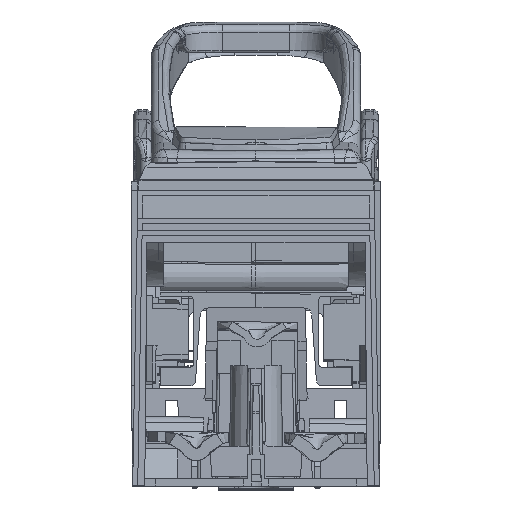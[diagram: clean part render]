
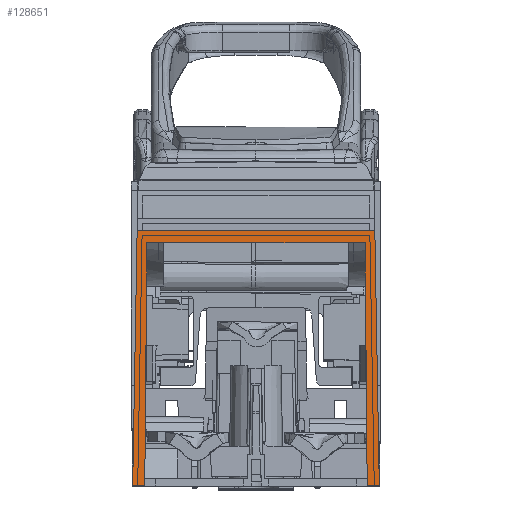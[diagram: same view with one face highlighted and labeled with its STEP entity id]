
A CAD part, top view. The second image highlights one B-rep face of the part: STEP entity #128651.
In plain terms, the highlighted planar face has unit normal (0, 0.018, 1).
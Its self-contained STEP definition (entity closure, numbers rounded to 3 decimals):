
#127534=DIRECTION('',(-0.017,-1.,0.017));
#127535=VECTOR('',#127534,101.531);
#127536=CARTESIAN_POINT('',(-96.95,602.394,
388.889));
#127537=LINE('',#127536,#127535);
#127651=DIRECTION('',(1.,0.,0.));
#127652=VECTOR('',#127651,4.811);
#127653=CARTESIAN_POINT('',(-5.489,500.894,
390.661));
#127654=LINE('',#127653,#127652);
#127781=DIRECTION('',(1.,0.,0.));
#127782=VECTOR('',#127781,4.811);
#127783=CARTESIAN_POINT('',(-98.722,500.894,
390.661));
#127784=LINE('',#127783,#127782);
#127809=DIRECTION('',(1.,0.,0.));
#127810=VECTOR('',#127809,94.5);
#127811=CARTESIAN_POINT('',(-96.95,602.394,
388.889));
#127812=LINE('',#127811,#127810);
#127813=DIRECTION('',(0.017,-1.,0.017));
#127814=VECTOR('',#127813,101.531);
#127815=CARTESIAN_POINT('',(-2.45,602.394,
388.889));
#127816=LINE('',#127815,#127814);
#127817=DIRECTION('',(-0.009,1.,-0.017));
#127818=VECTOR('',#127817,96.518);
#127819=CARTESIAN_POINT('',(-5.489,500.894,
390.661));
#127820=LINE('',#127819,#127818);
#127821=DIRECTION('',(-1.,0.,0.));
#127822=VECTOR('',#127821,86.738);
#127823=CARTESIAN_POINT('',(-6.331,597.394,
388.976));
#127824=LINE('',#127823,#127822);
#127825=DIRECTION('',(-0.009,-1.,0.017));
#127826=VECTOR('',#127825,96.518);
#127827=CARTESIAN_POINT('',(-93.069,597.394,
388.976));
#127828=LINE('',#127827,#127826);
#128169=CARTESIAN_POINT('',(-5.489,500.894,
390.661));
#128170=VERTEX_POINT('',#128169);
#128219=CARTESIAN_POINT('',(-93.911,500.894,
390.661));
#128221=VERTEX_POINT('',#128219);
#128227=CARTESIAN_POINT('',(-6.331,597.394,
388.976));
#128228=VERTEX_POINT('',#128227);
#128229=CARTESIAN_POINT('',(-93.069,597.394,
388.976));
#128230=VERTEX_POINT('',#128229);
#128261=CARTESIAN_POINT('',(-2.45,602.394,
388.889));
#128262=VERTEX_POINT('',#128261);
#128263=CARTESIAN_POINT('',(-96.95,602.394,
388.889));
#128264=VERTEX_POINT('',#128263);
#128285=CARTESIAN_POINT('',(-98.722,500.894,
390.661));
#128286=VERTEX_POINT('',#128285);
#128289=CARTESIAN_POINT('',(-0.678,500.894,
390.661));
#128290=VERTEX_POINT('',#128289);
#128633=CARTESIAN_POINT('',(-93.95,503.409,
390.617));
#128634=DIRECTION('',(0.,0.017,1.));
#128635=DIRECTION('',(0.,1.,-0.017));
#128636=AXIS2_PLACEMENT_3D('',#128633,#128634,#128635);
#128637=PLANE('',#128636);
#128638=ORIENTED_EDGE('',*,*,#128367,.T.);
#128639=ORIENTED_EDGE('',*,*,#128478,.T.);
#128640=ORIENTED_EDGE('',*,*,#128513,.F.);
#128642=ORIENTED_EDGE('',*,*,#128641,.T.);
#128644=ORIENTED_EDGE('',*,*,#128643,.T.);
#128646=ORIENTED_EDGE('',*,*,#128645,.T.);
#128647=ORIENTED_EDGE('',*,*,#128617,.F.);
#128648=ORIENTED_EDGE('',*,*,#128433,.F.);
#128649=EDGE_LOOP('',(#128638,#128639,#128640,#128642,#128644,#128646,#128647,
#128648));
#128650=FACE_OUTER_BOUND('',#128649,.F.);
#128651=ADVANCED_FACE('',(#128650),#128637,.T.);
#128367=EDGE_CURVE('',#128264,#128262,#127812,.T.);
#128433=EDGE_CURVE('',#128264,#128286,#127537,.T.);
#128478=EDGE_CURVE('',#128262,#128290,#127816,.T.);
#128513=EDGE_CURVE('',#128170,#128290,#127654,.T.);
#128617=EDGE_CURVE('',#128286,#128221,#127784,.T.);
#128641=EDGE_CURVE('',#128170,#128228,#127820,.T.);
#128643=EDGE_CURVE('',#128228,#128230,#127824,.T.);
#128645=EDGE_CURVE('',#128230,#128221,#127828,.T.);
